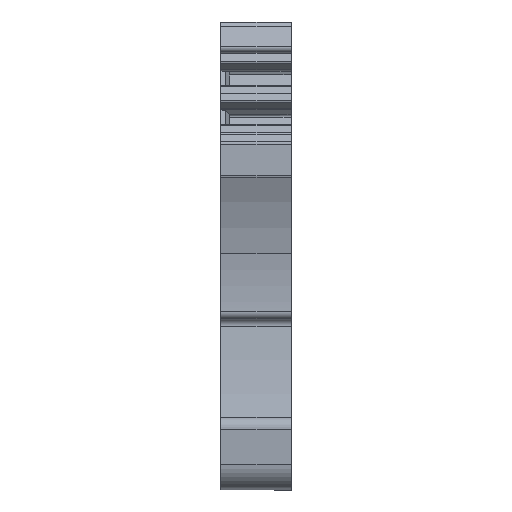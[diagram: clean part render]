
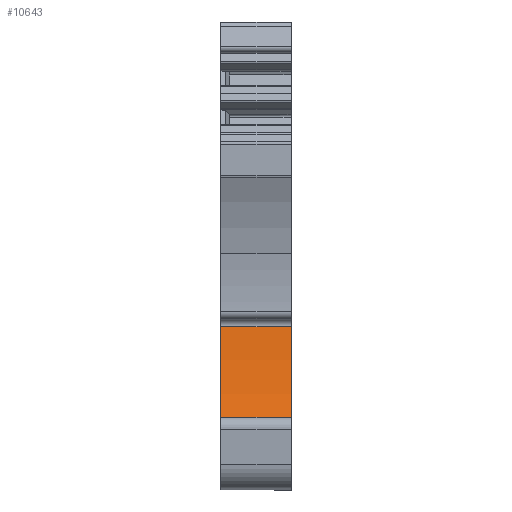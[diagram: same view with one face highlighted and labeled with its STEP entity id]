
A CAD part, front view. The second image highlights one B-rep face of the part: STEP entity #10643.
In plain terms, the highlighted cylindrical face has radius 36.422 mm (diameter 72.843 mm), a partial arc.
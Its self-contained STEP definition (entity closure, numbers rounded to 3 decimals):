
#4627=AXIS2_PLACEMENT_3D('Circle Axis2P3D',#4625,#4626,$) ;
#10623=AXIS2_PLACEMENT_3D('Cylinder Axis2P3D',#10620,#10621,#10622) ;
#10627=AXIS2_PLACEMENT_3D('Circle Axis2P3D',#10625,#10626,$) ;
#4622=CARTESIAN_POINT('Vertex',(0.,3.928,4.594)) ;
#4625=CARTESIAN_POINT('Axis2P3D Location',(0.,-30.672,15.967)) ;
#4629=CARTESIAN_POINT('Vertex',(0.,5.521,11.894)) ;
#10593=CARTESIAN_POINT('Vertex',(5.1,3.928,4.594)) ;
#10596=CARTESIAN_POINT('Line Origine',(2.55,3.928,4.594)) ;
#10620=CARTESIAN_POINT('Axis2P3D Location',(2.55,-30.672,15.967)) ;
#10625=CARTESIAN_POINT('Axis2P3D Location',(5.1,-30.672,15.967)) ;
#10629=CARTESIAN_POINT('Vertex',(5.1,5.521,11.894)) ;
#10632=CARTESIAN_POINT('Line Origine',(2.55,5.521,11.894)) ;
#4626=DIRECTION('Axis2P3D Direction',(-1.,0.,0.)) ;
#10597=DIRECTION('Vector Direction',(-1.,0.,0.)) ;
#10621=DIRECTION('Axis2P3D Direction',(-1.,0.,0.)) ;
#10622=DIRECTION('Axis2P3D XDirection',(0.,0.994,-0.112)) ;
#10626=DIRECTION('Axis2P3D Direction',(-1.,0.,0.)) ;
#10633=DIRECTION('Vector Direction',(-1.,0.,0.)) ;
#10598=VECTOR('Line Direction',#10597,1.) ;
#10634=VECTOR('Line Direction',#10633,1.) ;
#10638=ORIENTED_EDGE('',*,*,#10631,.T.) ;
#10639=ORIENTED_EDGE('',*,*,#10636,.F.) ;
#10640=ORIENTED_EDGE('',*,*,#4631,.F.) ;
#10641=ORIENTED_EDGE('',*,*,#10600,.T.) ;
#10643=ADVANCED_FACE('KLTR ZT 2.5/2AN/1.1\\KLTR ZT2.5/2AN/1',(#10642),#10624,.F.) ;
#4628=CIRCLE('generated circle',#4627,36.422) ;
#10628=CIRCLE('generated circle',#10627,36.422) ;
#10624=CYLINDRICAL_SURFACE('generated cylinder',#10623,36.422) ;
#4631=EDGE_CURVE('',#4623,#4630,#4628,.F.) ;
#10600=EDGE_CURVE('',#4623,#10594,#10599,.F.) ;
#10631=EDGE_CURVE('',#10594,#10630,#10628,.F.) ;
#10636=EDGE_CURVE('',#4630,#10630,#10635,.F.) ;
#10637=EDGE_LOOP('',(#10638,#10639,#10640,#10641)) ;
#10642=FACE_OUTER_BOUND('',#10637,.T.) ;
#10599=LINE('Line',#10596,#10598) ;
#10635=LINE('Line',#10632,#10634) ;
#4623=VERTEX_POINT('',#4622) ;
#4630=VERTEX_POINT('',#4629) ;
#10594=VERTEX_POINT('',#10593) ;
#10630=VERTEX_POINT('',#10629) ;
